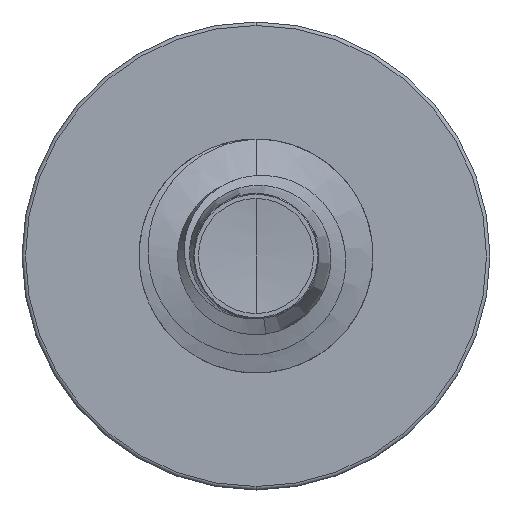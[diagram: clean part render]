
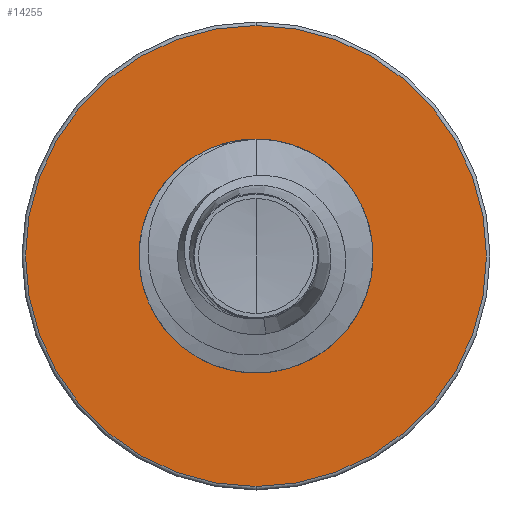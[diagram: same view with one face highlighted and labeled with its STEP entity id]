
A CAD part, front view. The second image highlights one B-rep face of the part: STEP entity #14255.
In plain terms, the highlighted planar face has unit normal (0, -1, 0).
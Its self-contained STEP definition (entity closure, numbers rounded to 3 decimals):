
#763 = VERTEX_POINT ( 'NONE', #2332 ) ;
#1373 = EDGE_LOOP ( 'NONE', ( #11657, #13595 ) ) ;
#1420 = AXIS2_PLACEMENT_3D ( 'NONE', #13160, #8068, #13850 ) ;
#1427 = AXIS2_PLACEMENT_3D ( 'NONE', #3585, #11665, #5280 ) ;
#1472 = AXIS2_PLACEMENT_3D ( 'NONE', #8993, #14401, #10056 ) ;
#2040 = CIRCLE ( 'NONE', #2886, 2.842 ) ;
#2332 = CARTESIAN_POINT ( 'NONE',  ( 0., 8., 5.91 ) ) ;
#2886 = AXIS2_PLACEMENT_3D ( 'NONE', #6520, #13028, #7855 ) ;
#2908 = ORIENTED_EDGE ( 'NONE', *, *, #12521, .T. ) ;
#3585 = CARTESIAN_POINT ( 'NONE',  ( 0., 8., 0. ) ) ;
#4321 = CIRCLE ( 'NONE', #1472, 5.91 ) ;
#5280 = DIRECTION ( 'NONE',  ( 0., 0., 1. ) ) ;
#5761 = VERTEX_POINT ( 'NONE', #6429 ) ;
#6429 = CARTESIAN_POINT ( 'NONE',  ( 0., 8., -2.842 ) ) ;
#6520 = CARTESIAN_POINT ( 'NONE',  ( 0., 8., 0. ) ) ;
#7855 = DIRECTION ( 'NONE',  ( 0., 0., 1. ) ) ;
#8068 = DIRECTION ( 'NONE',  ( 0., 1., 0. ) ) ;
#8269 = DIRECTION ( 'NONE',  ( 0., 1., 0. ) ) ;
#8437 = VERTEX_POINT ( 'NONE', #13597 ) ;
#8993 = CARTESIAN_POINT ( 'NONE',  ( 0., 8., 0. ) ) ;
#9858 = ORIENTED_EDGE ( 'NONE', *, *, #13090, .T. ) ;
#10056 = DIRECTION ( 'NONE',  ( 0., 0., 1. ) ) ;
#11639 = FACE_BOUND ( 'NONE', #12105, .T. ) ;
#11657 = ORIENTED_EDGE ( 'NONE', *, *, #13037, .F. ) ;
#11665 = DIRECTION ( 'NONE',  ( 0., 1., 0. ) ) ;
#11690 = CARTESIAN_POINT ( 'NONE',  ( 0., 8., -5.91 ) ) ;
#11694 = VERTEX_POINT ( 'NONE', #11690 ) ;
#11793 = CARTESIAN_POINT ( 'NONE',  ( 0., 8., -2.842 ) ) ;
#12105 = EDGE_LOOP ( 'NONE', ( #9858, #2908 ) ) ;
#12218 = CIRCLE ( 'NONE', #1427, 2.842 ) ;
#12471 = CIRCLE ( 'NONE', #1420, 5.91 ) ;
#12521 = EDGE_CURVE ( 'NONE', #5761, #8437, #2040, .T. ) ;
#13028 = DIRECTION ( 'NONE',  ( 0., 1., 0. ) ) ;
#13037 = EDGE_CURVE ( 'NONE', #763, #11694, #4321, .T. ) ;
#13090 = EDGE_CURVE ( 'NONE', #8437, #5761, #12218, .T. ) ;
#13094 = EDGE_CURVE ( 'NONE', #11694, #763, #12471, .T. ) ;
#13160 = CARTESIAN_POINT ( 'NONE',  ( 0., 8., 0. ) ) ;
#13247 = PLANE ( 'NONE',  #13456 ) ;
#13456 = AXIS2_PLACEMENT_3D ( 'NONE', #11793, #8269, #13968 ) ;
#13581 = FACE_OUTER_BOUND ( 'NONE', #1373, .T. ) ;
#13595 = ORIENTED_EDGE ( 'NONE', *, *, #13094, .F. ) ;
#13597 = CARTESIAN_POINT ( 'NONE',  ( 0., 8., 2.842 ) ) ;
#13850 = DIRECTION ( 'NONE',  ( 0., 0., 1. ) ) ;
#13968 = DIRECTION ( 'NONE',  ( 0., 0., 1. ) ) ;
#14255 = ADVANCED_FACE ( 'NONE', ( #13581, #11639 ), #13247, .F. ) ;
#14401 = DIRECTION ( 'NONE',  ( 0., 1., 0. ) ) ;
